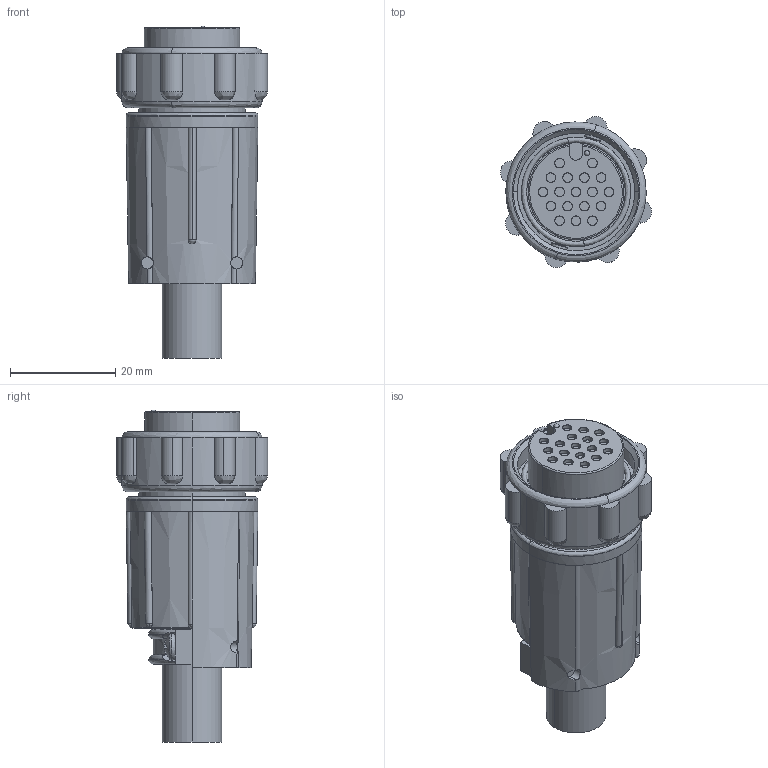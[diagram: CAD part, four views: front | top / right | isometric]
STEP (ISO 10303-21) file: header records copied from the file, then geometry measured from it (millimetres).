
FILE_DESCRIPTION (( 'STEP AP203' ), '1' );
FILE_NAME ('13280-18SG-321.STEP', '2015-11-18T21:23:11', ( '' ), ( '' ), 'SwSTEP 2.0', 'SolidWorks 2014', '' );
FILE_SCHEMA (( 'CONFIG_CONTROL_DESIGN' ));
Length unit declared in the file: inch
Products named in the file (1): 13280-18SG-321
Bounding box: 28.74 x 28.74 x 63.17 mm (x, y, z)
Volume: 21861.5 mm3; surface area: 7121.1 mm2
Topology: 1 solids, 1 shells, 334 faces, 802 edges, 513 vertices
Faces by surface type: plane 140, cylinder 133, bspline 52, cone 9
Entity records: 15884 total; most frequent: CARTESIAN_POINT 8799, ORIENTED_EDGE 1596, DIRECTION 1223, EDGE_CURVE 798, VERTEX_POINT 513, AXIS2_PLACEMENT_3D 479, EDGE_LOOP 381, ADVANCED_FACE 334
